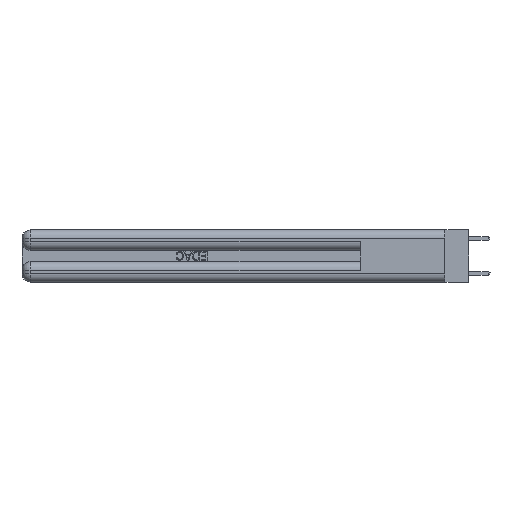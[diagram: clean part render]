
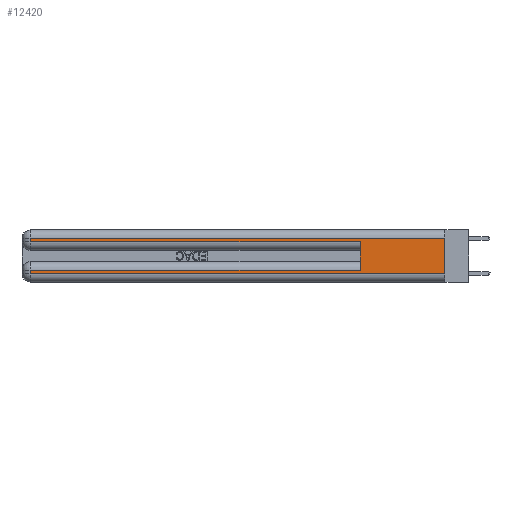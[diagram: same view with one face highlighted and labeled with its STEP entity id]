
A CAD part, left-side view. The second image highlights one B-rep face of the part: STEP entity #12420.
In plain terms, the highlighted planar face has unit normal (-1, 0, 0).
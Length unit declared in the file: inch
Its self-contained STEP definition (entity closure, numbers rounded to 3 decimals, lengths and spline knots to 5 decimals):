
#220 = PLANE ( 'NONE',  #14671 ) ;
#823 = DIRECTION ( 'NONE',  ( 0., 0., -1. ) ) ;
#1009 = VERTEX_POINT ( 'NONE', #13581 ) ;
#1016 = CARTESIAN_POINT ( 'NONE',  ( 0., 0., 0.31 ) ) ;
#1062 = VERTEX_POINT ( 'NONE', #25775 ) ;
#1579 = ORIENTED_EDGE ( 'NONE', *, *, #13040, .T. ) ;
#2314 = VERTEX_POINT ( 'NONE', #6094 ) ;
#2456 = ORIENTED_EDGE ( 'NONE', *, *, #27775, .F. ) ;
#2814 = ORIENTED_EDGE ( 'NONE', *, *, #5281, .T. ) ;
#3479 = DIRECTION ( 'NONE',  ( 0., 1., 0. ) ) ;
#4146 = DIRECTION ( 'NONE',  ( 0., -1., 0. ) ) ;
#5140 = EDGE_CURVE ( 'NONE', #1009, #25916, #26098, .T. ) ;
#5281 = EDGE_CURVE ( 'NONE', #25916, #26188, #14051, .T. ) ;
#5890 = CARTESIAN_POINT ( 'NONE',  ( 0., 0., 0.37 ) ) ;
#6094 = CARTESIAN_POINT ( 'NONE',  ( 0., 0.6, 0.285 ) ) ;
#6653 = EDGE_LOOP ( 'NONE', ( #2456, #29464, #15537, #20990, #30767, #25379, #2814, #1579 ) ) ;
#6731 = DIRECTION ( 'NONE',  ( 0., 0., -1. ) ) ;
#6993 = EDGE_CURVE ( 'NONE', #1009, #2314, #26066, .T. ) ;
#7339 = VECTOR ( 'NONE', #6731, 39.37008 ) ;
#7759 = LINE ( 'NONE', #10357, #7800 ) ;
#7800 = VECTOR ( 'NONE', #19973, 39.37008 ) ;
#8207 = DIRECTION ( 'NONE',  ( 0., -1., 0. ) ) ;
#8217 = VERTEX_POINT ( 'NONE', #1016 ) ;
#8448 = VERTEX_POINT ( 'NONE', #22152 ) ;
#8895 = VECTOR ( 'NONE', #26128, 39.37008 ) ;
#10012 = CARTESIAN_POINT ( 'NONE',  ( 0., 0., 0.37 ) ) ;
#10287 = VECTOR ( 'NONE', #4146, 39.37008 ) ;
#10357 = CARTESIAN_POINT ( 'NONE',  ( 0., 2.94, 0.37 ) ) ;
#11636 = LINE ( 'NONE', #24013, #10287 ) ;
#12420 = ADVANCED_FACE ( 'NONE', ( #22378 ), #220, .F. ) ;
#12450 = DIRECTION ( 'NONE',  ( 0., 0., -1. ) ) ;
#13040 = EDGE_CURVE ( 'NONE', #26188, #8448, #11636, .T. ) ;
#13195 = VERTEX_POINT ( 'NONE', #19931 ) ;
#13581 = CARTESIAN_POINT ( 'NONE',  ( 0., 0.6, 0.085 ) ) ;
#14051 = LINE ( 'NONE', #22471, #7339 ) ;
#14671 = AXIS2_PLACEMENT_3D ( 'NONE', #10012, #27747, #12450 ) ;
#15537 = ORIENTED_EDGE ( 'NONE', *, *, #17516, .T. ) ;
#16222 = CARTESIAN_POINT ( 'NONE',  ( 0., 0., 0.31 ) ) ;
#17516 = EDGE_CURVE ( 'NONE', #13195, #1062, #7759, .T. ) ;
#18112 = CARTESIAN_POINT ( 'NONE',  ( 0., 0.6, 0.145 ) ) ;
#19062 = EDGE_CURVE ( 'NONE', #8217, #13195, #28577, .T. ) ;
#19502 = LINE ( 'NONE', #29424, #20143 ) ;
#19931 = CARTESIAN_POINT ( 'NONE',  ( 0., 2.94, 0.31 ) ) ;
#19973 = DIRECTION ( 'NONE',  ( 0., 0., -1. ) ) ;
#20143 = VECTOR ( 'NONE', #8207, 39.37008 ) ;
#20990 = ORIENTED_EDGE ( 'NONE', *, *, #28514, .T. ) ;
#21839 = CARTESIAN_POINT ( 'NONE',  ( 0., 2.94, 0.06 ) ) ;
#22152 = CARTESIAN_POINT ( 'NONE',  ( 0., 0., 0.06 ) ) ;
#22378 = FACE_OUTER_BOUND ( 'NONE', #6653, .T. ) ;
#22471 = CARTESIAN_POINT ( 'NONE',  ( 0., 2.94, 0.37 ) ) ;
#23137 = LINE ( 'NONE', #5890, #26339 ) ;
#23775 = DIRECTION ( 'NONE',  ( 0., 0., 1. ) ) ;
#24013 = CARTESIAN_POINT ( 'NONE',  ( 0., 0., 0.06 ) ) ;
#25379 = ORIENTED_EDGE ( 'NONE', *, *, #5140, .T. ) ;
#25775 = CARTESIAN_POINT ( 'NONE',  ( 0., 2.94, 0.285 ) ) ;
#25916 = VERTEX_POINT ( 'NONE', #29697 ) ;
#25918 = VECTOR ( 'NONE', #23775, 39.37008 ) ;
#26066 = LINE ( 'NONE', #18112, #25918 ) ;
#26098 = LINE ( 'NONE', #30669, #29825 ) ;
#26128 = DIRECTION ( 'NONE',  ( 0., 1., 0. ) ) ;
#26188 = VERTEX_POINT ( 'NONE', #21839 ) ;
#26339 = VECTOR ( 'NONE', #823, 39.37008 ) ;
#27747 = DIRECTION ( 'NONE',  ( 1., 0., 0. ) ) ;
#27775 = EDGE_CURVE ( 'NONE', #8217, #8448, #23137, .T. ) ;
#28514 = EDGE_CURVE ( 'NONE', #1062, #2314, #19502, .T. ) ;
#28577 = LINE ( 'NONE', #16222, #8895 ) ;
#29424 = CARTESIAN_POINT ( 'NONE',  ( 0., 0., 0.285 ) ) ;
#29464 = ORIENTED_EDGE ( 'NONE', *, *, #19062, .T. ) ;
#29697 = CARTESIAN_POINT ( 'NONE',  ( 0., 2.94, 0.085 ) ) ;
#29825 = VECTOR ( 'NONE', #3479, 39.37008 ) ;
#30669 = CARTESIAN_POINT ( 'NONE',  ( 0., 0., 0.085 ) ) ;
#30767 = ORIENTED_EDGE ( 'NONE', *, *, #6993, .F. ) ;
